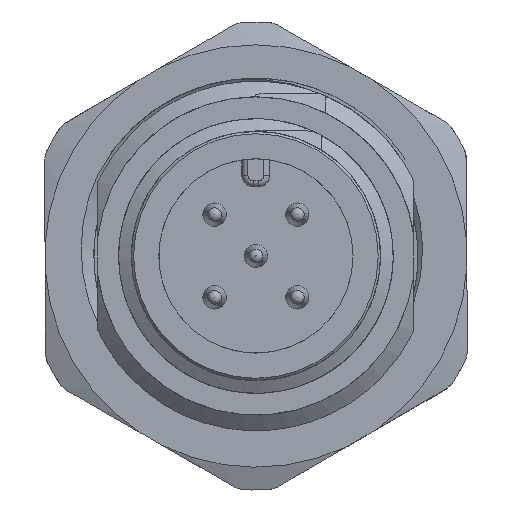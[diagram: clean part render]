
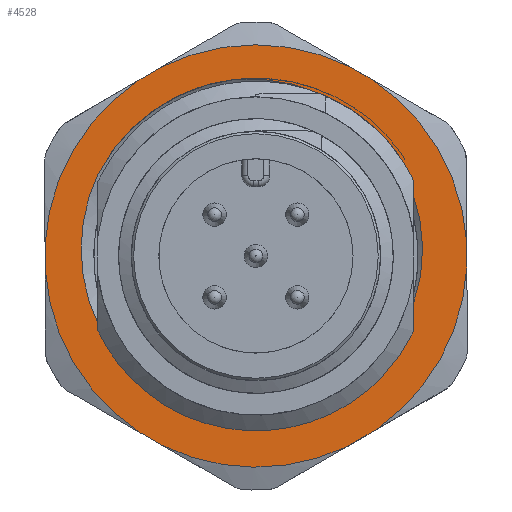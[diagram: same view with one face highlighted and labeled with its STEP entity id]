
A CAD part, front view. The second image highlights one B-rep face of the part: STEP entity #4528.
In plain terms, the highlighted face is planar.
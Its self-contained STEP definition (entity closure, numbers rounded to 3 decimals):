
#366=B_SPLINE_CURVE_WITH_KNOTS('',3,(#18609,#18610,#18611,#18612,#18613,
#18614,#18615),.UNSPECIFIED.,.F.,.F.,(4,1,1,1,4),(0.,0.004,
0.009,0.013,0.017),
 .UNSPECIFIED.);
#367=B_SPLINE_CURVE_WITH_KNOTS('',3,(#18619,#18620,#18621,#18622,#18623,
#18624,#18625),.UNSPECIFIED.,.F.,.F.,(4,1,1,1,4),(0.,
0.004,0.009,0.013,0.017),
 .UNSPECIFIED.);
#661=LINE('',#18629,#848);
#662=LINE('',#18633,#849);
#663=LINE('',#18637,#850);
#664=LINE('',#18641,#851);
#665=LINE('',#18645,#852);
#666=LINE('',#18649,#853);
#848=VECTOR('',#6144,1000.);
#849=VECTOR('',#6147,1000.);
#850=VECTOR('',#6150,1000.);
#851=VECTOR('',#6153,1000.);
#852=VECTOR('',#6156,1000.);
#853=VECTOR('',#6159,1000.);
#1780=ORIENTED_EDGE('',*,*,#2570,.T.);
#1781=ORIENTED_EDGE('',*,*,#2571,.T.);
#1782=ORIENTED_EDGE('',*,*,#2572,.T.);
#1783=ORIENTED_EDGE('',*,*,#2573,.T.);
#1784=ORIENTED_EDGE('',*,*,#2574,.F.);
#1785=ORIENTED_EDGE('',*,*,#2575,.T.);
#1786=ORIENTED_EDGE('',*,*,#2576,.F.);
#1787=ORIENTED_EDGE('',*,*,#2577,.T.);
#1788=ORIENTED_EDGE('',*,*,#2578,.F.);
#1789=ORIENTED_EDGE('',*,*,#2579,.T.);
#1790=ORIENTED_EDGE('',*,*,#2580,.F.);
#1791=ORIENTED_EDGE('',*,*,#2581,.T.);
#1792=ORIENTED_EDGE('',*,*,#2582,.F.);
#1793=ORIENTED_EDGE('',*,*,#2583,.T.);
#1794=ORIENTED_EDGE('',*,*,#2584,.F.);
#1795=ORIENTED_EDGE('',*,*,#2585,.T.);
#2570=EDGE_CURVE('',#3064,#3065,#3311,.T.);
#2571=EDGE_CURVE('',#3065,#3066,#366,.T.);
#2572=EDGE_CURVE('',#3066,#3067,#3312,.F.);
#2573=EDGE_CURVE('',#3067,#3064,#367,.T.);
#2574=EDGE_CURVE('',#3068,#3069,#3313,.F.);
#2575=EDGE_CURVE('',#3068,#3070,#661,.T.);
#2576=EDGE_CURVE('',#3071,#3070,#3314,.F.);
#2577=EDGE_CURVE('',#3071,#3072,#662,.T.);
#2578=EDGE_CURVE('',#3073,#3072,#3315,.F.);
#2579=EDGE_CURVE('',#3073,#3074,#663,.T.);
#2580=EDGE_CURVE('',#3075,#3074,#3316,.F.);
#2581=EDGE_CURVE('',#3075,#3076,#664,.T.);
#2582=EDGE_CURVE('',#3077,#3076,#3317,.F.);
#2583=EDGE_CURVE('',#3077,#3078,#665,.T.);
#2584=EDGE_CURVE('',#3079,#3078,#3318,.F.);
#2585=EDGE_CURVE('',#3079,#3069,#666,.T.);
#3064=VERTEX_POINT('',#18607);
#3065=VERTEX_POINT('',#18608);
#3066=VERTEX_POINT('',#18616);
#3067=VERTEX_POINT('',#18618);
#3068=VERTEX_POINT('',#18627);
#3069=VERTEX_POINT('',#18628);
#3070=VERTEX_POINT('',#18630);
#3071=VERTEX_POINT('',#18632);
#3072=VERTEX_POINT('',#18634);
#3073=VERTEX_POINT('',#18636);
#3074=VERTEX_POINT('',#18638);
#3075=VERTEX_POINT('',#18640);
#3076=VERTEX_POINT('',#18642);
#3077=VERTEX_POINT('',#18644);
#3078=VERTEX_POINT('',#18646);
#3079=VERTEX_POINT('',#18648);
#3311=CIRCLE('',#5206,7.6);
#3312=CIRCLE('',#5207,6.93);
#3313=CIRCLE('',#5208,9.024);
#3314=CIRCLE('',#5209,9.024);
#3315=CIRCLE('',#5210,9.024);
#3316=CIRCLE('',#5211,9.024);
#3317=CIRCLE('',#5212,9.024);
#3318=CIRCLE('',#5213,9.024);
#3661=EDGE_LOOP('',(#1780,#1781,#1782,#1783));
#3662=EDGE_LOOP('',(#1784,#1785,#1786,#1787,#1788,#1789,#1790,#1791,#1792,
#1793,#1794,#1795));
#4080=FACE_BOUND('',#3661,.T.);
#4081=FACE_BOUND('',#3662,.T.);
#4275=PLANE('',#5205);
#4528=ADVANCED_FACE('',(#4080,#4081),#4275,.T.);
#5205=AXIS2_PLACEMENT_3D('',#18605,#6136,#6137);
#5206=AXIS2_PLACEMENT_3D('',#18606,#6138,#6139);
#5207=AXIS2_PLACEMENT_3D('',#18617,#6140,#6141);
#5208=AXIS2_PLACEMENT_3D('',#18626,#6142,#6143);
#5209=AXIS2_PLACEMENT_3D('',#18631,#6145,#6146);
#5210=AXIS2_PLACEMENT_3D('',#18635,#6148,#6149);
#5211=AXIS2_PLACEMENT_3D('',#18639,#6151,#6152);
#5212=AXIS2_PLACEMENT_3D('',#18643,#6154,#6155);
#5213=AXIS2_PLACEMENT_3D('',#18647,#6157,#6158);
#6136=DIRECTION('',(1.,0.,0.));
#6137=DIRECTION('',(0.,0.,-1.));
#6138=DIRECTION('',(-1.,0.,0.));
#6139=DIRECTION('',(0.,1.,0.));
#6140=DIRECTION('',(1.,0.,0.));
#6141=DIRECTION('',(0.,0.,-1.));
#6142=DIRECTION('',(1.,0.,0.));
#6143=DIRECTION('',(0.,0.,-1.));
#6144=DIRECTION('',(0.,1.,0.));
#6145=DIRECTION('',(1.,0.,0.));
#6146=DIRECTION('',(0.,0.,-1.));
#6147=DIRECTION('',(0.,0.497,0.868));
#6148=DIRECTION('',(1.,0.,0.));
#6149=DIRECTION('',(0.,0.,-1.));
#6150=DIRECTION('',(0.,-0.497,0.868));
#6151=DIRECTION('',(1.,0.,0.));
#6152=DIRECTION('',(0.,0.,-1.));
#6153=DIRECTION('',(0.,-1.,0.));
#6154=DIRECTION('',(1.,0.,0.));
#6155=DIRECTION('',(0.,0.,-1.));
#6156=DIRECTION('',(0.,-0.498,-0.867));
#6157=DIRECTION('',(1.,0.,0.));
#6158=DIRECTION('',(0.,0.,-1.));
#6159=DIRECTION('',(0.,0.498,-0.867));
#18605=CARTESIAN_POINT('',(1.5,0.,0.));
#18606=CARTESIAN_POINT('',(1.5,0.,0.));
#18607=CARTESIAN_POINT('',(1.5,-4.081,6.411));
#18608=CARTESIAN_POINT('',(1.5,3.02,6.974));
#18609=CARTESIAN_POINT('',(1.5,3.02,6.974));
#18610=CARTESIAN_POINT('',(1.5,4.318,6.354));
#18611=CARTESIAN_POINT('',(1.5,6.523,4.378));
#18612=CARTESIAN_POINT('',(1.5,7.706,0.079));
#18613=CARTESIAN_POINT('',(1.5,6.285,-4.171));
#18614=CARTESIAN_POINT('',(1.5,3.917,-5.964));
#18615=CARTESIAN_POINT('',(1.5,2.558,-6.441));
#18616=CARTESIAN_POINT('',(1.5,2.558,-6.441));
#18617=CARTESIAN_POINT('',(1.5,0.,0.));
#18618=CARTESIAN_POINT('',(1.5,-1.511,-6.763));
#18619=CARTESIAN_POINT('',(1.5,-1.511,-6.763));
#18620=CARTESIAN_POINT('',(1.5,-2.927,-6.508));
#18621=CARTESIAN_POINT('',(1.5,-5.554,-5.103));
#18622=CARTESIAN_POINT('',(1.5,-7.621,-1.142));
#18623=CARTESIAN_POINT('',(1.5,-7.131,3.298));
#18624=CARTESIAN_POINT('',(1.5,-5.265,5.594));
#18625=CARTESIAN_POINT('',(1.5,-4.081,6.411));
#18626=CARTESIAN_POINT('',(1.5,0.,0.));
#18627=CARTESIAN_POINT('',(1.5,-0.764,-8.992));
#18628=CARTESIAN_POINT('',(1.5,-7.542,-4.955));
#18629=CARTESIAN_POINT('',(1.5,-4.376,-8.992));
#18630=CARTESIAN_POINT('',(1.5,0.764,-8.992));
#18631=CARTESIAN_POINT('',(1.5,0.,0.));
#18632=CARTESIAN_POINT('',(1.5,7.551,-4.941));
#18633=CARTESIAN_POINT('',(1.5,5.661,-8.243));
#18634=CARTESIAN_POINT('',(1.5,8.085,-4.008));
#18635=CARTESIAN_POINT('',(1.5,0.,0.));
#18636=CARTESIAN_POINT('',(1.5,8.085,4.008));
#18637=CARTESIAN_POINT('',(1.5,9.975,0.706));
#18638=CARTESIAN_POINT('',(1.5,7.551,4.941));
#18639=CARTESIAN_POINT('',(1.5,0.,0.));
#18640=CARTESIAN_POINT('',(1.5,0.537,9.008));
#18641=CARTESIAN_POINT('',(1.5,4.342,9.008));
#18642=CARTESIAN_POINT('',(1.5,-0.537,9.008));
#18643=CARTESIAN_POINT('',(1.5,0.,0.));
#18644=CARTESIAN_POINT('',(1.5,-7.542,4.955));
#18645=CARTESIAN_POINT('',(1.5,-5.646,8.254));
#18646=CARTESIAN_POINT('',(1.5,-8.078,4.024));
#18647=CARTESIAN_POINT('',(1.5,0.,0.));
#18648=CARTESIAN_POINT('',(1.5,-8.078,-4.024));
#18649=CARTESIAN_POINT('',(1.5,-9.974,-0.725));
